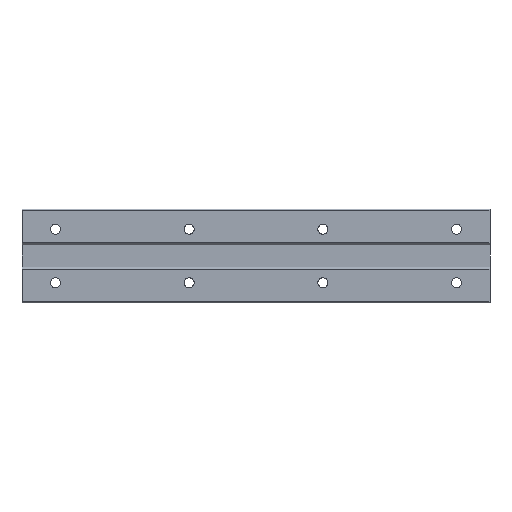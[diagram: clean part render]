
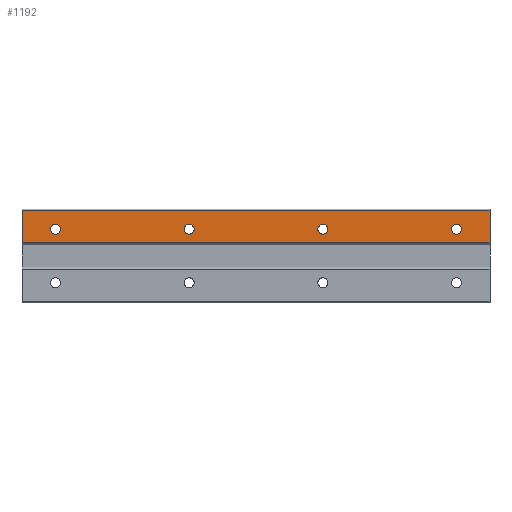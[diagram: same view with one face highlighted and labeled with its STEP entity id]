
A CAD part, front view. The second image highlights one B-rep face of the part: STEP entity #1192.
In plain terms, the highlighted planar face has unit normal (0, -1, 0).
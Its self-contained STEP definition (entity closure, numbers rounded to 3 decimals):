
#10 = EDGE_LOOP ( 'NONE', ( #1479, #1486 ) ) ;
#19 = CARTESIAN_POINT ( 'NONE',  ( 0., 0., 14.25 ) ) ;
#20 = VERTEX_POINT ( 'NONE', #2098 ) ;
#21 = CIRCLE ( 'NONE', #962, 2.25 ) ;
#41 = CARTESIAN_POINT ( 'NONE',  ( -15., 0., 6. ) ) ;
#45 = VERTEX_POINT ( 'NONE', #408 ) ;
#66 = ORIENTED_EDGE ( 'NONE', *, *, #1615, .F. ) ;
#72 = DIRECTION ( 'NONE',  ( 0., 0., 1. ) ) ;
#74 = VERTEX_POINT ( 'NONE', #41 ) ;
#83 = EDGE_CURVE ( 'NONE', #950, #1845, #1540, .T. ) ;
#105 = DIRECTION ( 'NONE',  ( 0., -1., 0. ) ) ;
#114 = CARTESIAN_POINT ( 'NONE',  ( 120., 0., 9.75 ) ) ;
#144 = DIRECTION ( 'NONE',  ( 0., -1., 0. ) ) ;
#153 = EDGE_CURVE ( 'NONE', #1647, #731, #1539, .T. ) ;
#176 = EDGE_LOOP ( 'NONE', ( #1687, #344 ) ) ;
#179 = FACE_BOUND ( 'NONE', #639, .T. ) ;
#259 = DIRECTION ( 'NONE',  ( 0., 0., -1. ) ) ;
#318 = CARTESIAN_POINT ( 'NONE',  ( 0., 0., 12. ) ) ;
#325 = DIRECTION ( 'NONE',  ( 0., 0., 1. ) ) ;
#344 = ORIENTED_EDGE ( 'NONE', *, *, #793, .F. ) ;
#346 = EDGE_CURVE ( 'NONE', #1845, #74, #1668, .T. ) ;
#361 = AXIS2_PLACEMENT_3D ( 'NONE', #810, #951, #2306 ) ;
#385 = ORIENTED_EDGE ( 'NONE', *, *, #153, .F. ) ;
#408 = CARTESIAN_POINT ( 'NONE',  ( 60., 0., 14.25 ) ) ;
#534 = CIRCLE ( 'NONE', #849, 2.25 ) ;
#537 = CARTESIAN_POINT ( 'NONE',  ( -15., 0., 20.5 ) ) ;
#587 = VERTEX_POINT ( 'NONE', #2164 ) ;
#593 = CARTESIAN_POINT ( 'NONE',  ( 0., 0., 12. ) ) ;
#636 = EDGE_LOOP ( 'NONE', ( #659, #1334, #1430, #1997 ) ) ;
#639 = EDGE_LOOP ( 'NONE', ( #1780, #66 ) ) ;
#659 = ORIENTED_EDGE ( 'NONE', *, *, #346, .F. ) ;
#674 = EDGE_CURVE ( 'NONE', #45, #1118, #21, .T. ) ;
#698 = LINE ( 'NONE', #537, #883 ) ;
#706 = AXIS2_PLACEMENT_3D ( 'NONE', #1204, #105, #1424 ) ;
#729 = CIRCLE ( 'NONE', #1594, 2.25 ) ;
#731 = VERTEX_POINT ( 'NONE', #1834 ) ;
#793 = EDGE_CURVE ( 'NONE', #20, #876, #534, .T. ) ;
#810 = CARTESIAN_POINT ( 'NONE',  ( 180., 0., 12. ) ) ;
#849 = AXIS2_PLACEMENT_3D ( 'NONE', #318, #144, #1998 ) ;
#876 = VERTEX_POINT ( 'NONE', #19 ) ;
#883 = VECTOR ( 'NONE', #1087, 1000. ) ;
#904 = DIRECTION ( 'NONE',  ( 0., -1., 0. ) ) ;
#950 = VERTEX_POINT ( 'NONE', #1905 ) ;
#951 = DIRECTION ( 'NONE',  ( 0., -1., 0. ) ) ;
#962 = AXIS2_PLACEMENT_3D ( 'NONE', #1791, #1582, #1571 ) ;
#1066 = VECTOR ( 'NONE', #2402, 1000. ) ;
#1077 = PLANE ( 'NONE',  #2205 ) ;
#1087 = DIRECTION ( 'NONE',  ( 0., 0., 1. ) ) ;
#1118 = VERTEX_POINT ( 'NONE', #2360 ) ;
#1154 = DIRECTION ( 'NONE',  ( 0., 0., 1. ) ) ;
#1192 = ADVANCED_FACE ( 'NONE', ( #1485, #1643, #2207, #2412, #179 ), #1077, .F. ) ;
#1204 = CARTESIAN_POINT ( 'NONE',  ( 120., 0., 12. ) ) ;
#1237 = AXIS2_PLACEMENT_3D ( 'NONE', #2342, #1378, #72 ) ;
#1261 = CIRCLE ( 'NONE', #361, 2.25 ) ;
#1263 = EDGE_CURVE ( 'NONE', #587, #950, #1304, .T. ) ;
#1304 = LINE ( 'NONE', #1817, #1066 ) ;
#1334 = ORIENTED_EDGE ( 'NONE', *, *, #83, .F. ) ;
#1378 = DIRECTION ( 'NONE',  ( 0., -1., 0. ) ) ;
#1388 = DIRECTION ( 'NONE',  ( 0., -1., 0. ) ) ;
#1394 = VECTOR ( 'NONE', #2425, 1000. ) ;
#1424 = DIRECTION ( 'NONE',  ( 0., 0., 1. ) ) ;
#1430 = ORIENTED_EDGE ( 'NONE', *, *, #1263, .F. ) ;
#1436 = CARTESIAN_POINT ( 'NONE',  ( 195., 0., 20.5 ) ) ;
#1450 = EDGE_CURVE ( 'NONE', #2250, #2395, #1261, .T. ) ;
#1479 = ORIENTED_EDGE ( 'NONE', *, *, #1450, .F. ) ;
#1485 = FACE_OUTER_BOUND ( 'NONE', #636, .T. ) ;
#1486 = ORIENTED_EDGE ( 'NONE', *, *, #2420, .F. ) ;
#1537 = AXIS2_PLACEMENT_3D ( 'NONE', #593, #2095, #1154 ) ;
#1539 = CIRCLE ( 'NONE', #2297, 2.25 ) ;
#1540 = LINE ( 'NONE', #2300, #1769 ) ;
#1571 = DIRECTION ( 'NONE',  ( 0., 0., 1. ) ) ;
#1577 = CARTESIAN_POINT ( 'NONE',  ( 120., 0., 12. ) ) ;
#1578 = ORIENTED_EDGE ( 'NONE', *, *, #2417, .F. ) ;
#1582 = DIRECTION ( 'NONE',  ( 0., -1., 0. ) ) ;
#1594 = AXIS2_PLACEMENT_3D ( 'NONE', #2225, #904, #325 ) ;
#1606 = CARTESIAN_POINT ( 'NONE',  ( 180., 0., 9.75 ) ) ;
#1615 = EDGE_CURVE ( 'NONE', #1118, #45, #729, .T. ) ;
#1618 = EDGE_CURVE ( 'NONE', #74, #587, #698, .T. ) ;
#1643 = FACE_BOUND ( 'NONE', #176, .T. ) ;
#1647 = VERTEX_POINT ( 'NONE', #114 ) ;
#1657 = CARTESIAN_POINT ( 'NONE',  ( 195., 0., 6. ) ) ;
#1668 = LINE ( 'NONE', #1657, #1394 ) ;
#1687 = ORIENTED_EDGE ( 'NONE', *, *, #2180, .F. ) ;
#1769 = VECTOR ( 'NONE', #259, 1000. ) ;
#1780 = ORIENTED_EDGE ( 'NONE', *, *, #674, .F. ) ;
#1791 = CARTESIAN_POINT ( 'NONE',  ( 60., 0., 12. ) ) ;
#1817 = CARTESIAN_POINT ( 'NONE',  ( 195., 0., 20.5 ) ) ;
#1834 = CARTESIAN_POINT ( 'NONE',  ( 120., 0., 14.25 ) ) ;
#1842 = DIRECTION ( 'NONE',  ( 0., 1., 0. ) ) ;
#1845 = VERTEX_POINT ( 'NONE', #1938 ) ;
#1886 = CIRCLE ( 'NONE', #706, 2.25 ) ;
#1905 = CARTESIAN_POINT ( 'NONE',  ( 195., 0., 20.5 ) ) ;
#1938 = CARTESIAN_POINT ( 'NONE',  ( 195., 0., 6. ) ) ;
#1997 = ORIENTED_EDGE ( 'NONE', *, *, #1618, .F. ) ;
#1998 = DIRECTION ( 'NONE',  ( 0., 0., 1. ) ) ;
#2087 = CIRCLE ( 'NONE', #1237, 2.25 ) ;
#2095 = DIRECTION ( 'NONE',  ( 0., -1., 0. ) ) ;
#2098 = CARTESIAN_POINT ( 'NONE',  ( 0., 0., 9.75 ) ) ;
#2164 = CARTESIAN_POINT ( 'NONE',  ( -15., 0., 20.5 ) ) ;
#2166 = CIRCLE ( 'NONE', #1537, 2.25 ) ;
#2176 = CARTESIAN_POINT ( 'NONE',  ( 180., 0., 14.25 ) ) ;
#2180 = EDGE_CURVE ( 'NONE', #876, #20, #2166, .T. ) ;
#2193 = DIRECTION ( 'NONE',  ( 0., 0., 1. ) ) ;
#2200 = EDGE_LOOP ( 'NONE', ( #1578, #385 ) ) ;
#2205 = AXIS2_PLACEMENT_3D ( 'NONE', #1436, #1842, #2193 ) ;
#2207 = FACE_BOUND ( 'NONE', #10, .T. ) ;
#2225 = CARTESIAN_POINT ( 'NONE',  ( 60., 0., 12. ) ) ;
#2250 = VERTEX_POINT ( 'NONE', #2176 ) ;
#2297 = AXIS2_PLACEMENT_3D ( 'NONE', #1577, #1388, #2334 ) ;
#2300 = CARTESIAN_POINT ( 'NONE',  ( 195., 0., 20.5 ) ) ;
#2306 = DIRECTION ( 'NONE',  ( 0., 0., 1. ) ) ;
#2334 = DIRECTION ( 'NONE',  ( 0., 0., 1. ) ) ;
#2342 = CARTESIAN_POINT ( 'NONE',  ( 180., 0., 12. ) ) ;
#2360 = CARTESIAN_POINT ( 'NONE',  ( 60., 0., 9.75 ) ) ;
#2395 = VERTEX_POINT ( 'NONE', #1606 ) ;
#2402 = DIRECTION ( 'NONE',  ( 1., 0., 0. ) ) ;
#2412 = FACE_BOUND ( 'NONE', #2200, .T. ) ;
#2417 = EDGE_CURVE ( 'NONE', #731, #1647, #1886, .T. ) ;
#2420 = EDGE_CURVE ( 'NONE', #2395, #2250, #2087, .T. ) ;
#2425 = DIRECTION ( 'NONE',  ( -1., 0., 0. ) ) ;
